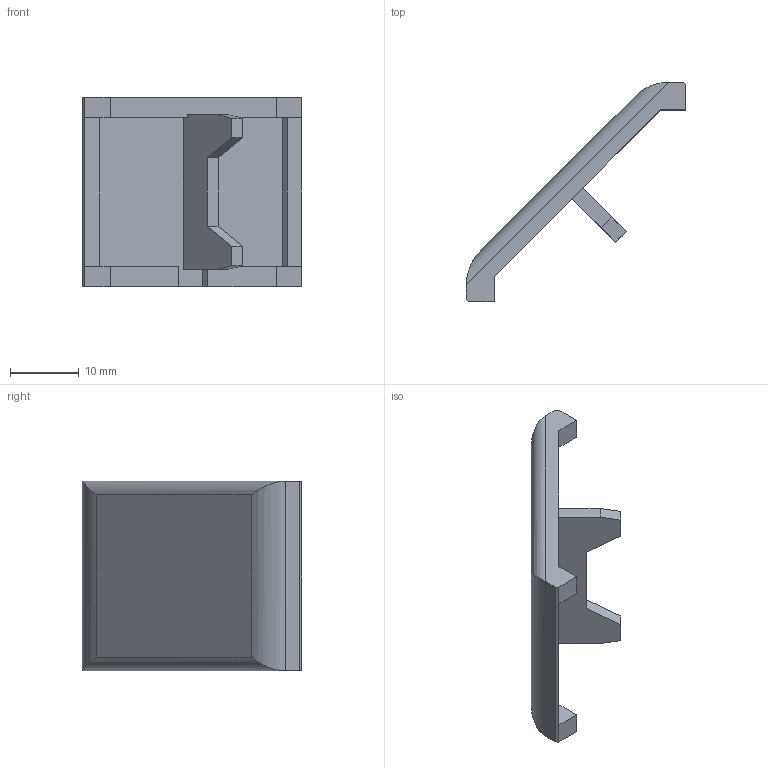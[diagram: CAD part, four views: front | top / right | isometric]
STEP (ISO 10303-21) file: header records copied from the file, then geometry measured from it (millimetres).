
FILE_DESCRIPTION(/* description */ (''),/* implementation_level */ '2;1');
FILE_NAME(/* name */ '123111',/* time_stamp */ '2014-10-06T12:30:15+02:00',/* author */ (''),/* organization */ (''),/* preprocessor_version */ 'ST-DEVELOPER v14',/* originating_system */ 'HiCAD 2013 1802.4 Build 509',/* authorisation */ '');
FILE_SCHEMA (('AUTOMOTIVE_DESIGN { 1 0 10303 214 1 1 1 1 }'));
Length unit declared in the file: millimetre
Products named in the file (2): Root; 123111AFDEKKAP HOEKSTUK 30X30 LUXURYBOIKON
Assembly tree (1 placements, depth 2):
  Root
    123111AFDEKKAP HOEKSTUK 30X30 LUXURYBOIKON
Bounding box: 31.89 x 31.89 x 27.6 mm (x, y, z)
Volume: 4043.5 mm3; surface area: 3378 mm2
Topology: 1 solids, 1 shells, 44 faces, 122 edges, 81 vertices
Faces by surface type: plane 40, cylinder 4
Entity records: 3286 total; most frequent: CARTESIAN_POINT 911, PRESENTATION_STYLE_ASSIGNMENT 245, COLOUR_RGB 245, DRAUGHTING_PRE_DEFINED_CURVE_FONT 244, CURVE_STYLE 244, OVER_RIDING_STYLED_ITEM 244, ORIENTED_EDGE 244, DIRECTION 214
